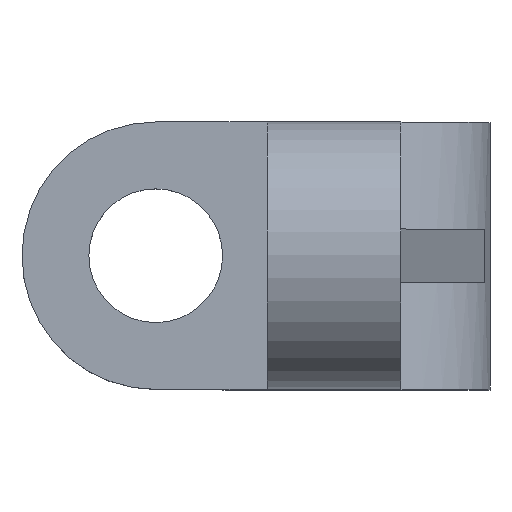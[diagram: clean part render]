
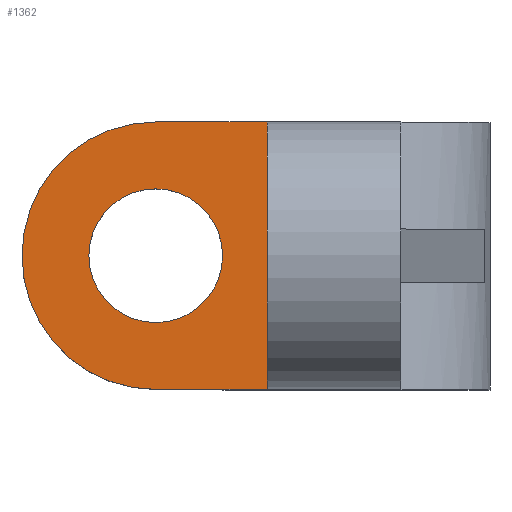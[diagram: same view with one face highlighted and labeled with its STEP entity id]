
A CAD part, top view. The second image highlights one B-rep face of the part: STEP entity #1362.
In plain terms, the highlighted planar face has unit normal (0, 0, 1).
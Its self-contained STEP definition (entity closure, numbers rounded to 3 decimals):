
#32 = PLANE('',#33);
#33 = AXIS2_PLACEMENT_3D('',#34,#35,#36);
#34 = CARTESIAN_POINT('',(0.,30.,0.));
#35 = DIRECTION('',(0.,1.,0.));
#36 = DIRECTION('',(0.,0.,1.));
#85 = VERTEX_POINT('',#86);
#86 = CARTESIAN_POINT('',(-45.,30.,75.));
#100 = CYLINDRICAL_SURFACE('',#101,30.);
#101 = AXIS2_PLACEMENT_3D('',#102,#103,#104);
#102 = CARTESIAN_POINT('',(-45.,0.,67.5));
#103 = DIRECTION('',(0.,0.,1.));
#104 = DIRECTION('',(0.,1.,0.));
#112 = EDGE_CURVE('',#85,#113,#115,.T.);
#113 = VERTEX_POINT('',#114);
#114 = CARTESIAN_POINT('',(-20.,30.,75.));
#115 = SURFACE_CURVE('',#116,(#120,#127),.PCURVE_S1.);
#116 = LINE('',#117,#118);
#117 = CARTESIAN_POINT('',(-32.5,30.,75.));
#118 = VECTOR('',#119,1.);
#119 = DIRECTION('',(1.,0.,0.));
#120 = PCURVE('',#32,#121);
#121 = DEFINITIONAL_REPRESENTATION('',(#122),#126);
#122 = LINE('',#123,#124);
#123 = CARTESIAN_POINT('',(75.,-32.5));
#124 = VECTOR('',#125,1.);
#125 = DIRECTION('',(0.,1.));
#126 = ( GEOMETRIC_REPRESENTATION_CONTEXT(2) 
PARAMETRIC_REPRESENTATION_CONTEXT() REPRESENTATION_CONTEXT('2D SPACE',''
  ) );
#127 = PCURVE('',#128,#133);
#128 = PLANE('',#129);
#129 = AXIS2_PLACEMENT_3D('',#130,#131,#132);
#130 = CARTESIAN_POINT('',(0.,0.,75.));
#131 = DIRECTION('',(0.,0.,1.));
#132 = DIRECTION('',(1.,0.,0.));
#133 = DEFINITIONAL_REPRESENTATION('',(#134),#138);
#134 = LINE('',#135,#136);
#135 = CARTESIAN_POINT('',(-32.5,30.));
#136 = VECTOR('',#137,1.);
#137 = DIRECTION('',(1.,0.));
#138 = ( GEOMETRIC_REPRESENTATION_CONTEXT(2) 
PARAMETRIC_REPRESENTATION_CONTEXT() REPRESENTATION_CONTEXT('2D SPACE',''
  ) );
#156 = PLANE('',#157);
#157 = AXIS2_PLACEMENT_3D('',#158,#159,#160);
#158 = CARTESIAN_POINT('',(-20.,0.,0.));
#159 = DIRECTION('',(1.,0.,0.));
#160 = DIRECTION('',(0.,1.,0.));
#815 = PLANE('',#816);
#816 = AXIS2_PLACEMENT_3D('',#817,#818,#819);
#817 = CARTESIAN_POINT('',(0.,-30.,0.));
#818 = DIRECTION('',(0.,1.,0.));
#819 = DIRECTION('',(0.,0.,1.));
#899 = VERTEX_POINT('',#900);
#900 = CARTESIAN_POINT('',(-20.,-30.,75.));
#921 = EDGE_CURVE('',#922,#899,#924,.T.);
#922 = VERTEX_POINT('',#923);
#923 = CARTESIAN_POINT('',(-45.,-30.,75.));
#924 = SURFACE_CURVE('',#925,(#929,#936),.PCURVE_S1.);
#925 = LINE('',#926,#927);
#926 = CARTESIAN_POINT('',(-32.5,-30.,75.));
#927 = VECTOR('',#928,1.);
#928 = DIRECTION('',(1.,0.,0.));
#929 = PCURVE('',#815,#930);
#930 = DEFINITIONAL_REPRESENTATION('',(#931),#935);
#931 = LINE('',#932,#933);
#932 = CARTESIAN_POINT('',(75.,-32.5));
#933 = VECTOR('',#934,1.);
#934 = DIRECTION('',(0.,1.));
#935 = ( GEOMETRIC_REPRESENTATION_CONTEXT(2) 
PARAMETRIC_REPRESENTATION_CONTEXT() REPRESENTATION_CONTEXT('2D SPACE',''
  ) );
#936 = PCURVE('',#128,#937);
#937 = DEFINITIONAL_REPRESENTATION('',(#938),#942);
#938 = LINE('',#939,#940);
#939 = CARTESIAN_POINT('',(-32.5,-30.));
#940 = VECTOR('',#941,1.);
#941 = DIRECTION('',(1.,0.));
#942 = ( GEOMETRIC_REPRESENTATION_CONTEXT(2) 
PARAMETRIC_REPRESENTATION_CONTEXT() REPRESENTATION_CONTEXT('2D SPACE',''
  ) );
#1324 = CYLINDRICAL_SURFACE('',#1325,15.);
#1325 = AXIS2_PLACEMENT_3D('',#1326,#1327,#1328);
#1326 = CARTESIAN_POINT('',(-45.,0.,21.84));
#1327 = DIRECTION('',(0.,0.,1.));
#1328 = DIRECTION('',(1.,0.,0.));
#1351 = CYLINDRICAL_SURFACE('',#1352,15.);
#1352 = AXIS2_PLACEMENT_3D('',#1353,#1354,#1355);
#1353 = CARTESIAN_POINT('',(-45.,0.,21.84));
#1354 = DIRECTION('',(0.,0.,1.));
#1355 = DIRECTION('',(1.,0.,0.));
#1362 = ADVANCED_FACE('',(#1363,#1410),#128,.T.);
#1363 = FACE_BOUND('',#1364,.T.);
#1364 = EDGE_LOOP('',(#1365,#1387,#1388,#1409));
#1365 = ORIENTED_EDGE('',*,*,#1366,.T.);
#1366 = EDGE_CURVE('',#85,#922,#1367,.T.);
#1367 = SURFACE_CURVE('',#1368,(#1373,#1380),.PCURVE_S1.);
#1368 = CIRCLE('',#1369,30.);
#1369 = AXIS2_PLACEMENT_3D('',#1370,#1371,#1372);
#1370 = CARTESIAN_POINT('',(-45.,0.,75.));
#1371 = DIRECTION('',(0.,0.,1.));
#1372 = DIRECTION('',(1.,0.,0.));
#1373 = PCURVE('',#128,#1374);
#1374 = DEFINITIONAL_REPRESENTATION('',(#1375),#1379);
#1375 = CIRCLE('',#1376,30.);
#1376 = AXIS2_PLACEMENT_2D('',#1377,#1378);
#1377 = CARTESIAN_POINT('',(-45.,0.));
#1378 = DIRECTION('',(1.,0.));
#1379 = ( GEOMETRIC_REPRESENTATION_CONTEXT(2) 
PARAMETRIC_REPRESENTATION_CONTEXT() REPRESENTATION_CONTEXT('2D SPACE',''
  ) );
#1380 = PCURVE('',#100,#1381);
#1381 = DEFINITIONAL_REPRESENTATION('',(#1382),#1386);
#1382 = LINE('',#1383,#1384);
#1383 = CARTESIAN_POINT('',(-1.571,7.5));
#1384 = VECTOR('',#1385,1.);
#1385 = DIRECTION('',(1.,0.));
#1386 = ( GEOMETRIC_REPRESENTATION_CONTEXT(2) 
PARAMETRIC_REPRESENTATION_CONTEXT() REPRESENTATION_CONTEXT('2D SPACE',''
  ) );
#1387 = ORIENTED_EDGE('',*,*,#921,.T.);
#1388 = ORIENTED_EDGE('',*,*,#1389,.F.);
#1389 = EDGE_CURVE('',#113,#899,#1390,.T.);
#1390 = SURFACE_CURVE('',#1391,(#1395,#1402),.PCURVE_S1.);
#1391 = LINE('',#1392,#1393);
#1392 = CARTESIAN_POINT('',(-20.,0.,75.));
#1393 = VECTOR('',#1394,1.);
#1394 = DIRECTION('',(0.,-1.,0.));
#1395 = PCURVE('',#128,#1396);
#1396 = DEFINITIONAL_REPRESENTATION('',(#1397),#1401);
#1397 = LINE('',#1398,#1399);
#1398 = CARTESIAN_POINT('',(-20.,0.));
#1399 = VECTOR('',#1400,1.);
#1400 = DIRECTION('',(0.,-1.));
#1401 = ( GEOMETRIC_REPRESENTATION_CONTEXT(2) 
PARAMETRIC_REPRESENTATION_CONTEXT() REPRESENTATION_CONTEXT('2D SPACE',''
  ) );
#1402 = PCURVE('',#156,#1403);
#1403 = DEFINITIONAL_REPRESENTATION('',(#1404),#1408);
#1404 = LINE('',#1405,#1406);
#1405 = CARTESIAN_POINT('',(0.,75.));
#1406 = VECTOR('',#1407,1.);
#1407 = DIRECTION('',(-1.,0.));
#1408 = ( GEOMETRIC_REPRESENTATION_CONTEXT(2) 
PARAMETRIC_REPRESENTATION_CONTEXT() REPRESENTATION_CONTEXT('2D SPACE',''
  ) );
#1409 = ORIENTED_EDGE('',*,*,#112,.F.);
#1410 = FACE_BOUND('',#1411,.T.);
#1411 = EDGE_LOOP('',(#1412,#1438));
#1412 = ORIENTED_EDGE('',*,*,#1413,.F.);
#1413 = EDGE_CURVE('',#1414,#1416,#1418,.T.);
#1414 = VERTEX_POINT('',#1415);
#1415 = CARTESIAN_POINT('',(-60.,0.,75.));
#1416 = VERTEX_POINT('',#1417);
#1417 = CARTESIAN_POINT('',(-30.,0.,75.));
#1418 = SURFACE_CURVE('',#1419,(#1424,#1431),.PCURVE_S1.);
#1419 = CIRCLE('',#1420,15.);
#1420 = AXIS2_PLACEMENT_3D('',#1421,#1422,#1423);
#1421 = CARTESIAN_POINT('',(-45.,0.,75.));
#1422 = DIRECTION('',(0.,0.,1.));
#1423 = DIRECTION('',(1.,0.,0.));
#1424 = PCURVE('',#128,#1425);
#1425 = DEFINITIONAL_REPRESENTATION('',(#1426),#1430);
#1426 = CIRCLE('',#1427,15.);
#1427 = AXIS2_PLACEMENT_2D('',#1428,#1429);
#1428 = CARTESIAN_POINT('',(-45.,0.));
#1429 = DIRECTION('',(1.,0.));
#1430 = ( GEOMETRIC_REPRESENTATION_CONTEXT(2) 
PARAMETRIC_REPRESENTATION_CONTEXT() REPRESENTATION_CONTEXT('2D SPACE',''
  ) );
#1431 = PCURVE('',#1351,#1432);
#1432 = DEFINITIONAL_REPRESENTATION('',(#1433),#1437);
#1433 = LINE('',#1434,#1435);
#1434 = CARTESIAN_POINT('',(0.,53.16));
#1435 = VECTOR('',#1436,1.);
#1436 = DIRECTION('',(1.,0.));
#1437 = ( GEOMETRIC_REPRESENTATION_CONTEXT(2) 
PARAMETRIC_REPRESENTATION_CONTEXT() REPRESENTATION_CONTEXT('2D SPACE',''
  ) );
#1438 = ORIENTED_EDGE('',*,*,#1439,.F.);
#1439 = EDGE_CURVE('',#1416,#1414,#1440,.T.);
#1440 = SURFACE_CURVE('',#1441,(#1446,#1453),.PCURVE_S1.);
#1441 = CIRCLE('',#1442,15.);
#1442 = AXIS2_PLACEMENT_3D('',#1443,#1444,#1445);
#1443 = CARTESIAN_POINT('',(-45.,0.,75.));
#1444 = DIRECTION('',(0.,0.,1.));
#1445 = DIRECTION('',(1.,0.,0.));
#1446 = PCURVE('',#128,#1447);
#1447 = DEFINITIONAL_REPRESENTATION('',(#1448),#1452);
#1448 = CIRCLE('',#1449,15.);
#1449 = AXIS2_PLACEMENT_2D('',#1450,#1451);
#1450 = CARTESIAN_POINT('',(-45.,0.));
#1451 = DIRECTION('',(1.,0.));
#1452 = ( GEOMETRIC_REPRESENTATION_CONTEXT(2) 
PARAMETRIC_REPRESENTATION_CONTEXT() REPRESENTATION_CONTEXT('2D SPACE',''
  ) );
#1453 = PCURVE('',#1324,#1454);
#1454 = DEFINITIONAL_REPRESENTATION('',(#1455),#1459);
#1455 = LINE('',#1456,#1457);
#1456 = CARTESIAN_POINT('',(0.,53.16));
#1457 = VECTOR('',#1458,1.);
#1458 = DIRECTION('',(1.,0.));
#1459 = ( GEOMETRIC_REPRESENTATION_CONTEXT(2) 
PARAMETRIC_REPRESENTATION_CONTEXT() REPRESENTATION_CONTEXT('2D SPACE',''
  ) );
